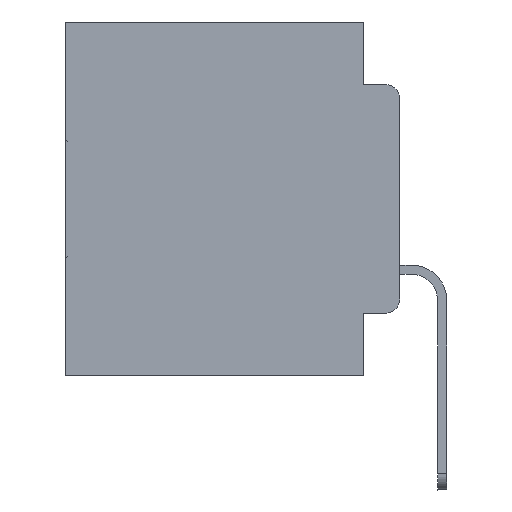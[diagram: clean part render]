
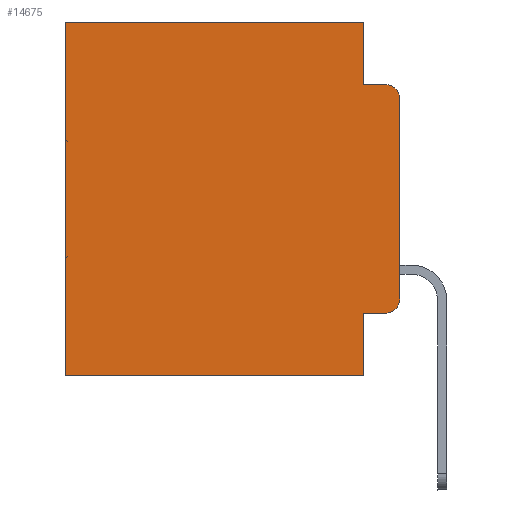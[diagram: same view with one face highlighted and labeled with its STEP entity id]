
A CAD part, left-side view. The second image highlights one B-rep face of the part: STEP entity #14675.
In plain terms, the highlighted planar face has unit normal (-1, 0, 0).
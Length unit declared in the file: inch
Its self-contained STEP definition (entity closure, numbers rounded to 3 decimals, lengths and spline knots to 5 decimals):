
#382 = VECTOR ( 'NONE', #26942, 39.37008 ) ;
#481 = CARTESIAN_POINT ( 'NONE',  ( 0.298, 0.051, 0. ) ) ;
#648 = ORIENTED_EDGE ( 'NONE', *, *, #23219, .F. ) ;
#1173 = ORIENTED_EDGE ( 'NONE', *, *, #17936, .F. ) ;
#1483 = DIRECTION ( 'NONE',  ( 0., 0., -1. ) ) ;
#1528 = VERTEX_POINT ( 'NONE', #4731 ) ;
#1605 = FACE_OUTER_BOUND ( 'NONE', #8073, .T. ) ;
#1913 = CARTESIAN_POINT ( 'NONE',  ( 0.298, 0.473, 0. ) ) ;
#1934 = LINE ( 'NONE', #4175, #30997 ) ;
#2928 = CARTESIAN_POINT ( 'NONE',  ( 0.298, 0.051, -0.5 ) ) ;
#3045 = ORIENTED_EDGE ( 'NONE', *, *, #6503, .F. ) ;
#3601 = VERTEX_POINT ( 'NONE', #481 ) ;
#4175 = CARTESIAN_POINT ( 'NONE',  ( 0.298, 0., 0. ) ) ;
#4199 = CARTESIAN_POINT ( 'NONE',  ( 0.298, 0.02, -0.1085 ) ) ;
#4356 = LINE ( 'NONE', #9431, #19270 ) ;
#4419 = CIRCLE ( 'NONE', #22178, 0.02 ) ;
#4731 = CARTESIAN_POINT ( 'NONE',  ( 0.298, 0., -0.1085 ) ) ;
#6381 = DIRECTION ( 'NONE',  ( 0., 0., -1. ) ) ;
#6503 = EDGE_CURVE ( 'NONE', #1528, #26192, #1934, .T. ) ;
#6836 = CARTESIAN_POINT ( 'NONE',  ( 0.298, 0.473, -0.5 ) ) ;
#7081 = DIRECTION ( 'NONE',  ( 0., 1., 0. ) ) ;
#7332 = ORIENTED_EDGE ( 'NONE', *, *, #23932, .T. ) ;
#7562 = VERTEX_POINT ( 'NONE', #17804 ) ;
#7845 = DIRECTION ( 'NONE',  ( 0., 0., -1. ) ) ;
#8073 = EDGE_LOOP ( 'NONE', ( #3045, #21489, #1173, #648, #12068, #29561, #22324, #20761, #7332, #20216 ) ) ;
#8638 = CARTESIAN_POINT ( 'NONE',  ( 0.298, 0.02, -0.3915 ) ) ;
#9431 = CARTESIAN_POINT ( 'NONE',  ( 0.298, 0.051, -0.0885 ) ) ;
#10333 = DIRECTION ( 'NONE',  ( 0., -1., 0. ) ) ;
#10340 = CARTESIAN_POINT ( 'NONE',  ( 0.298, 0., -0.5 ) ) ;
#10656 = LINE ( 'NONE', #15734, #21174 ) ;
#10680 = CARTESIAN_POINT ( 'NONE',  ( 0.298, 0., 0. ) ) ;
#11015 = CARTESIAN_POINT ( 'NONE',  ( 0.298, 0.02, -0.4115 ) ) ;
#11961 = AXIS2_PLACEMENT_3D ( 'NONE', #10680, #20845, #6381 ) ;
#11987 = CARTESIAN_POINT ( 'NONE',  ( 0.298, 0.051, 0. ) ) ;
#12068 = ORIENTED_EDGE ( 'NONE', *, *, #25228, .T. ) ;
#12331 = CARTESIAN_POINT ( 'NONE',  ( 0.298, 0.02, -0.0885 ) ) ;
#12434 = DIRECTION ( 'NONE',  ( 0., 1., 0. ) ) ;
#12879 = VERTEX_POINT ( 'NONE', #2928 ) ;
#13009 = VERTEX_POINT ( 'NONE', #11015 ) ;
#14018 = DIRECTION ( 'NONE',  ( -1., 0., 0. ) ) ;
#14675 = ADVANCED_FACE ( 'NONE', ( #1605 ), #23386, .F. ) ;
#15133 = VECTOR ( 'NONE', #7845, 39.37008 ) ;
#15734 = CARTESIAN_POINT ( 'NONE',  ( 0.298, 0.051, -0.4115 ) ) ;
#16886 = EDGE_CURVE ( 'NONE', #1528, #22734, #26826, .T. ) ;
#17566 = CARTESIAN_POINT ( 'NONE',  ( 0.298, 0., -0.3915 ) ) ;
#17804 = CARTESIAN_POINT ( 'NONE',  ( 0.298, 0.051, -0.4115 ) ) ;
#17936 = EDGE_CURVE ( 'NONE', #25550, #22734, #4356, .T. ) ;
#18961 = DIRECTION ( 'NONE',  ( 0., -1., 0. ) ) ;
#19002 = VECTOR ( 'NONE', #30123, 39.37008 ) ;
#19270 = VECTOR ( 'NONE', #18961, 39.37008 ) ;
#19692 = CARTESIAN_POINT ( 'NONE',  ( 0.298, 0.051, -0.0885 ) ) ;
#19749 = DIRECTION ( 'NONE',  ( 0., 0., -1. ) ) ;
#19767 = LINE ( 'NONE', #25002, #15133 ) ;
#20049 = LINE ( 'NONE', #10340, #26137 ) ;
#20216 = ORIENTED_EDGE ( 'NONE', *, *, #22228, .T. ) ;
#20591 = EDGE_CURVE ( 'NONE', #12879, #25453, #20049, .T. ) ;
#20761 = ORIENTED_EDGE ( 'NONE', *, *, #25267, .F. ) ;
#20845 = DIRECTION ( 'NONE',  ( 1., 0., 0. ) ) ;
#20956 = VERTEX_POINT ( 'NONE', #1913 ) ;
#21174 = VECTOR ( 'NONE', #10333, 39.37008 ) ;
#21489 = ORIENTED_EDGE ( 'NONE', *, *, #16886, .T. ) ;
#22178 = AXIS2_PLACEMENT_3D ( 'NONE', #8638, #14018, #1483 ) ;
#22228 = EDGE_CURVE ( 'NONE', #13009, #26192, #4419, .T. ) ;
#22324 = ORIENTED_EDGE ( 'NONE', *, *, #20591, .F. ) ;
#22671 = LINE ( 'NONE', #25348, #19002 ) ;
#22734 = VERTEX_POINT ( 'NONE', #12331 ) ;
#23219 = EDGE_CURVE ( 'NONE', #3601, #25550, #26788, .T. ) ;
#23386 = PLANE ( 'NONE',  #11961 ) ;
#23568 = DIRECTION ( 'NONE',  ( -1., 0., 0. ) ) ;
#23932 = EDGE_CURVE ( 'NONE', #7562, #13009, #10656, .T. ) ;
#25002 = CARTESIAN_POINT ( 'NONE',  ( 0.298, 0.051, 0. ) ) ;
#25228 = EDGE_CURVE ( 'NONE', #3601, #20956, #26926, .T. ) ;
#25267 = EDGE_CURVE ( 'NONE', #7562, #12879, #19767, .T. ) ;
#25348 = CARTESIAN_POINT ( 'NONE',  ( 0.298, 0.473, 0. ) ) ;
#25453 = VERTEX_POINT ( 'NONE', #6836 ) ;
#25550 = VERTEX_POINT ( 'NONE', #19692 ) ;
#26137 = VECTOR ( 'NONE', #7081, 39.37008 ) ;
#26192 = VERTEX_POINT ( 'NONE', #17566 ) ;
#26788 = LINE ( 'NONE', #11987, #382 ) ;
#26826 = CIRCLE ( 'NONE', #30362, 0.02 ) ;
#26926 = LINE ( 'NONE', #29618, #31396 ) ;
#26942 = DIRECTION ( 'NONE',  ( 0., 0., -1. ) ) ;
#28801 = DIRECTION ( 'NONE',  ( 0., 0., -1. ) ) ;
#29561 = ORIENTED_EDGE ( 'NONE', *, *, #31207, .T. ) ;
#29618 = CARTESIAN_POINT ( 'NONE',  ( 0.298, 0., 0. ) ) ;
#30123 = DIRECTION ( 'NONE',  ( 0., 0., -1. ) ) ;
#30362 = AXIS2_PLACEMENT_3D ( 'NONE', #4199, #23568, #19749 ) ;
#30997 = VECTOR ( 'NONE', #28801, 39.37008 ) ;
#31207 = EDGE_CURVE ( 'NONE', #20956, #25453, #22671, .T. ) ;
#31396 = VECTOR ( 'NONE', #12434, 39.37008 ) ;
